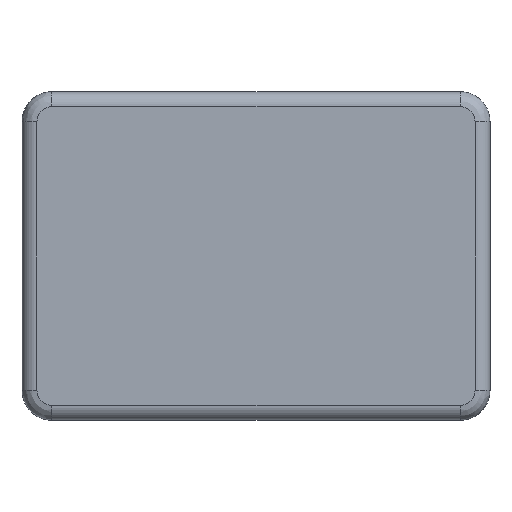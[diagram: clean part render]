
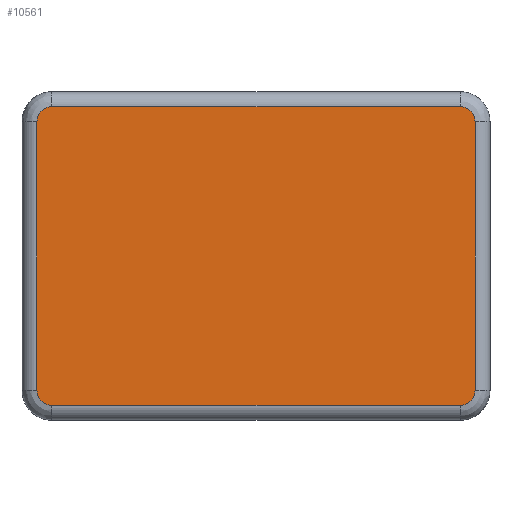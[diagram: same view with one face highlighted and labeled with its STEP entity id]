
A CAD part, front view. The second image highlights one B-rep face of the part: STEP entity #10561.
In plain terms, the highlighted planar face has unit normal (0, -1, 0).
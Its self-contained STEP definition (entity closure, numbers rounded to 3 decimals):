
#450=CIRCLE('',#11369,1.5);
#451=CIRCLE('',#11370,1.5);
#452=CIRCLE('',#11371,1.5);
#453=CIRCLE('',#11372,1.5);
#986=FACE_OUTER_BOUND('',#1632,.T.);
#1632=EDGE_LOOP('',(#7550,#7551,#7552,#7553,#7554,#7555,#7556,#7557));
#2362=LINE('',#16456,#3450);
#2363=LINE('',#16460,#3451);
#2364=LINE('',#16464,#3452);
#2365=LINE('',#16467,#3453);
#3450=VECTOR('',#12931,10.);
#3451=VECTOR('',#12934,10.);
#3452=VECTOR('',#12937,10.);
#3453=VECTOR('',#12940,10.);
#4541=VERTEX_POINT('',#16452);
#4542=VERTEX_POINT('',#16453);
#4543=VERTEX_POINT('',#16455);
#4544=VERTEX_POINT('',#16457);
#4545=VERTEX_POINT('',#16459);
#4546=VERTEX_POINT('',#16461);
#4547=VERTEX_POINT('',#16463);
#4548=VERTEX_POINT('',#16465);
#5690=EDGE_CURVE('',#4541,#4542,#450,.T.);
#5691=EDGE_CURVE('',#4543,#4541,#2362,.T.);
#5692=EDGE_CURVE('',#4544,#4543,#451,.T.);
#5693=EDGE_CURVE('',#4545,#4544,#2363,.T.);
#5694=EDGE_CURVE('',#4546,#4545,#452,.T.);
#5695=EDGE_CURVE('',#4547,#4546,#2364,.T.);
#5696=EDGE_CURVE('',#4548,#4547,#453,.T.);
#5697=EDGE_CURVE('',#4542,#4548,#2365,.T.);
#7550=ORIENTED_EDGE('',*,*,#5690,.F.);
#7551=ORIENTED_EDGE('',*,*,#5691,.F.);
#7552=ORIENTED_EDGE('',*,*,#5692,.F.);
#7553=ORIENTED_EDGE('',*,*,#5693,.F.);
#7554=ORIENTED_EDGE('',*,*,#5694,.F.);
#7555=ORIENTED_EDGE('',*,*,#5695,.F.);
#7556=ORIENTED_EDGE('',*,*,#5696,.F.);
#7557=ORIENTED_EDGE('',*,*,#5697,.F.);
#10103=PLANE('',#11368);
#10561=ADVANCED_FACE('',(#986),#10103,.T.);
#11368=AXIS2_PLACEMENT_3D('',#16451,#12927,#12928);
#11369=AXIS2_PLACEMENT_3D('',#16454,#12929,#12930);
#11370=AXIS2_PLACEMENT_3D('',#16458,#12932,#12933);
#11371=AXIS2_PLACEMENT_3D('',#16462,#12935,#12936);
#11372=AXIS2_PLACEMENT_3D('',#16466,#12938,#12939);
#12927=DIRECTION('center_axis',(0.,-1.,0.));
#12928=DIRECTION('ref_axis',(1.,0.,0.));
#12929=DIRECTION('center_axis',(0.,1.,0.));
#12930=DIRECTION('ref_axis',(-0.707,0.,-0.707));
#12931=DIRECTION('',(-1.,0.,0.));
#12932=DIRECTION('center_axis',(0.,1.,0.));
#12933=DIRECTION('ref_axis',(0.707,0.,-0.707));
#12934=DIRECTION('',(0.,0.,-1.));
#12935=DIRECTION('center_axis',(0.,1.,0.));
#12936=DIRECTION('ref_axis',(0.707,0.,0.707));
#12937=DIRECTION('',(1.,0.,0.));
#12938=DIRECTION('center_axis',(0.,1.,0.));
#12939=DIRECTION('ref_axis',(-0.707,0.,0.707));
#12940=DIRECTION('',(0.,0.,1.));
#16451=CARTESIAN_POINT('Origin',(-26.5,-11.628,-13.867));
#16452=CARTESIAN_POINT('',(-47.,-11.628,-28.867));
#16453=CARTESIAN_POINT('',(-48.5,-11.628,-27.367));
#16454=CARTESIAN_POINT('Origin',(-47.,-11.628,-27.367));
#16455=CARTESIAN_POINT('',(-6.,-11.628,-28.867));
#16456=CARTESIAN_POINT('',(-16.25,-11.628,-28.867));
#16457=CARTESIAN_POINT('',(-4.5,-11.628,-27.367));
#16458=CARTESIAN_POINT('Origin',(-6.,-11.628,-27.367));
#16459=CARTESIAN_POINT('',(-4.5,-11.628,-0.367));
#16460=CARTESIAN_POINT('',(-4.5,-11.628,-7.117));
#16461=CARTESIAN_POINT('',(-6.,-11.628,1.133));
#16462=CARTESIAN_POINT('Origin',(-6.,-11.628,-0.367));
#16463=CARTESIAN_POINT('',(-47.,-11.628,1.133));
#16464=CARTESIAN_POINT('',(-36.75,-11.628,1.133));
#16465=CARTESIAN_POINT('',(-48.5,-11.628,-0.367));
#16466=CARTESIAN_POINT('Origin',(-47.,-11.628,-0.367));
#16467=CARTESIAN_POINT('',(-48.5,-11.628,-20.617));
